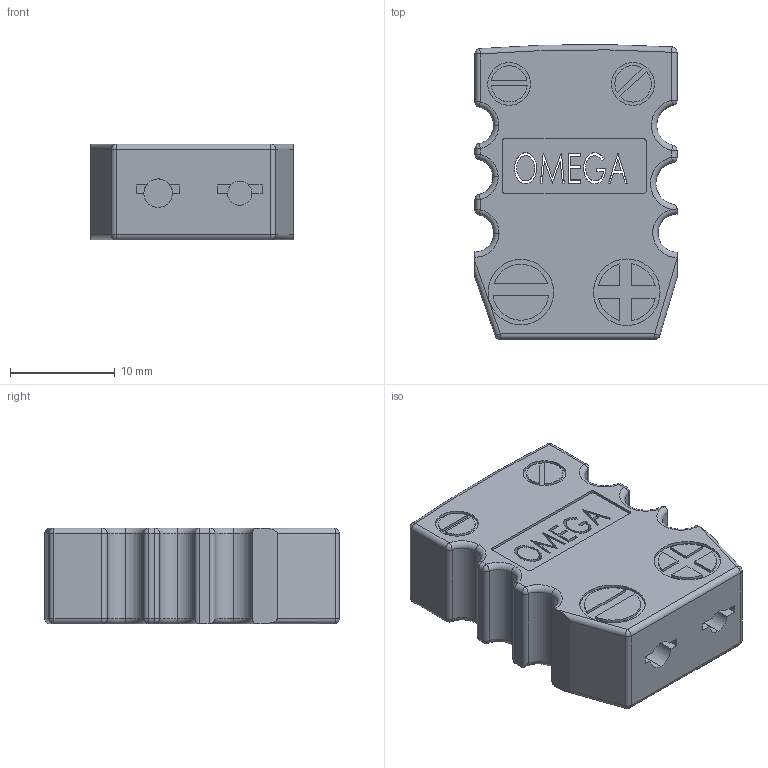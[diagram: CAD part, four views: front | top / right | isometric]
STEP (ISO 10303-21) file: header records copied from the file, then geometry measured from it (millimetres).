
FILE_DESCRIPTION (( 'STEP AP203' ), '1' );
FILE_NAME ('A0381-4-CN.STEP', '2013-11-06T14:04:56', ( '' ), ( '' ), 'SwSTEP 2.0', 'SolidWorks 2012', '' );
FILE_SCHEMA (( 'CONFIG_CONTROL_DESIGN' ));
Length unit declared in the file: inch
Products named in the file (1): A0381-4-CN
Bounding box: 19.3 x 28.14 x 9.14 mm (x, y, z)
Volume: 4379.1 mm3; surface area: 2659.4 mm2
Topology: 3 solids, 3 shells, 232 faces, 559 edges, 346 vertices
Faces by surface type: plane 108, cylinder 65, sphere 22, torus 20, bspline 17
Entity records: 8008 total; most frequent: CARTESIAN_POINT 2526, DIRECTION 1125, ORIENTED_EDGE 1110, EDGE_CURVE 555, AXIS2_PLACEMENT_3D 399, VERTEX_POINT 346, LINE 327, VECTOR 327
